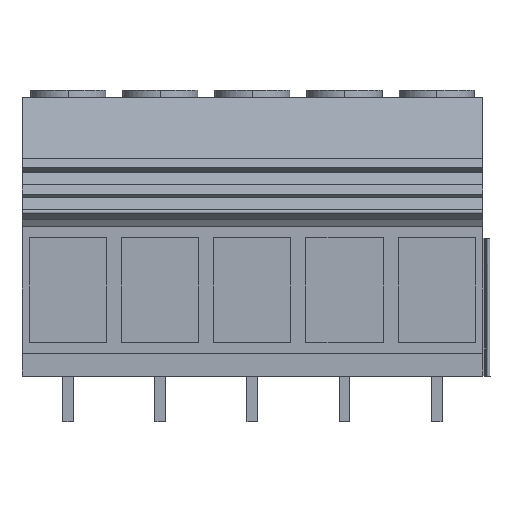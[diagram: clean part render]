
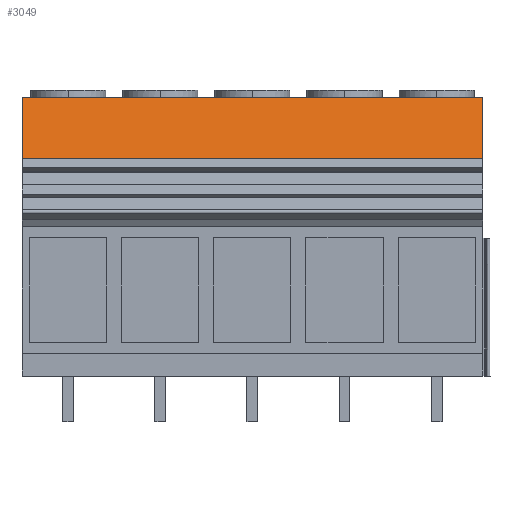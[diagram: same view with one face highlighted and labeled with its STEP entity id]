
A CAD part, front view. The second image highlights one B-rep face of the part: STEP entity #3049.
In plain terms, the highlighted planar face has unit normal (0, -0.966, 0.259).
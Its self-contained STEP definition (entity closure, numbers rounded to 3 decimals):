
#3029=AXIS2_PLACEMENT_3D('Plane Axis2P3D',#3026,#3027,#3028) ;
#760=CARTESIAN_POINT('Vertex',(0.,6.947,28.966)) ;
#763=CARTESIAN_POINT('Line Origine',(0.,7.853,32.346)) ;
#767=CARTESIAN_POINT('Vertex',(0.,8.758,35.725)) ;
#3011=CARTESIAN_POINT('Vertex',(50.8,6.947,28.966)) ;
#3014=CARTESIAN_POINT('Line Origine',(25.4,6.947,28.966)) ;
#3026=CARTESIAN_POINT('Axis2P3D Location',(10.16,6.947,28.966)) ;
#3031=CARTESIAN_POINT('Line Origine',(50.8,7.853,32.346)) ;
#3035=CARTESIAN_POINT('Vertex',(50.8,8.758,35.725)) ;
#3038=CARTESIAN_POINT('Line Origine',(25.4,8.758,35.725)) ;
#764=DIRECTION('Vector Direction',(0.,0.259,0.966)) ;
#3015=DIRECTION('Vector Direction',(1.,0.,0.)) ;
#3027=DIRECTION('Axis2P3D Direction',(0.,0.966,-0.259)) ;
#3028=DIRECTION('Axis2P3D XDirection',(0.,0.259,0.966)) ;
#3032=DIRECTION('Vector Direction',(0.,0.259,0.966)) ;
#3039=DIRECTION('Vector Direction',(1.,0.,0.)) ;
#765=VECTOR('Line Direction',#764,1.) ;
#3016=VECTOR('Line Direction',#3015,1.) ;
#3033=VECTOR('Line Direction',#3032,1.) ;
#3040=VECTOR('Line Direction',#3039,1.) ;
#3044=ORIENTED_EDGE('',*,*,#3018,.T.) ;
#3045=ORIENTED_EDGE('',*,*,#3037,.T.) ;
#3046=ORIENTED_EDGE('',*,*,#3042,.F.) ;
#3047=ORIENTED_EDGE('',*,*,#769,.F.) ;
#3049=ADVANCED_FACE('HOUSING',(#3048),#3030,.F.) ;
#769=EDGE_CURVE('',#761,#768,#766,.T.) ;
#3018=EDGE_CURVE('',#761,#3012,#3017,.T.) ;
#3037=EDGE_CURVE('',#3012,#3036,#3034,.T.) ;
#3042=EDGE_CURVE('',#768,#3036,#3041,.T.) ;
#3043=EDGE_LOOP('',(#3044,#3045,#3046,#3047)) ;
#3048=FACE_OUTER_BOUND('',#3043,.T.) ;
#766=LINE('Line',#763,#765) ;
#3017=LINE('Line',#3014,#3016) ;
#3034=LINE('Line',#3031,#3033) ;
#3041=LINE('Line',#3038,#3040) ;
#3030=PLANE('',#3029) ;
#761=VERTEX_POINT('',#760) ;
#768=VERTEX_POINT('',#767) ;
#3012=VERTEX_POINT('',#3011) ;
#3036=VERTEX_POINT('',#3035) ;
